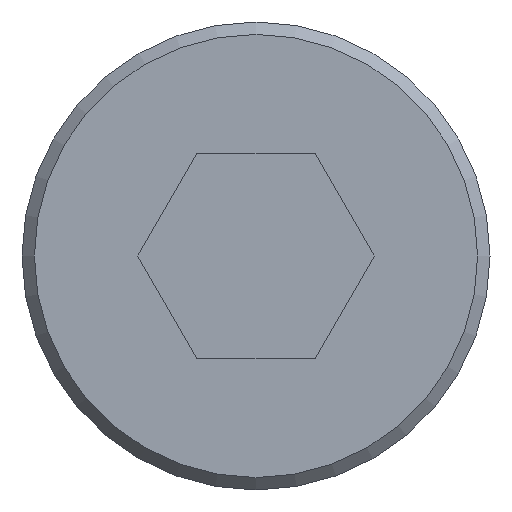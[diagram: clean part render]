
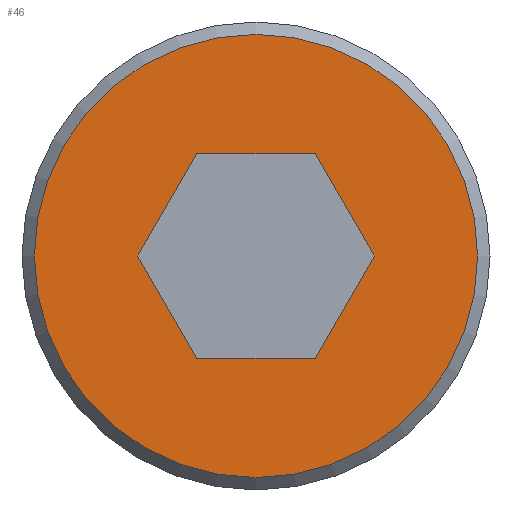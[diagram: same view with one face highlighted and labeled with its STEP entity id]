
A CAD part, left-side view. The second image highlights one B-rep face of the part: STEP entity #46.
In plain terms, the highlighted planar face has unit normal (-1, 0, 0).
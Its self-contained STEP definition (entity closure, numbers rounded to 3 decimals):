
#46 = ADVANCED_FACE( '', ( #95, #96 ), #97, .F. );
#95 = FACE_OUTER_BOUND( '', #142, .T. );
#96 = FACE_BOUND( '', #143, .T. );
#97 = PLANE( '', #144 );
#142 = EDGE_LOOP( '', ( #196 ) );
#143 = EDGE_LOOP( '', ( #197, #198, #199, #200, #201, #202 ) );
#144 = AXIS2_PLACEMENT_3D( '', #203, #204, #205 );
#196 = ORIENTED_EDGE( '', *, *, #260, .F. );
#197 = ORIENTED_EDGE( '', *, *, #270, .T. );
#198 = ORIENTED_EDGE( '', *, *, #271, .T. );
#199 = ORIENTED_EDGE( '', *, *, #264, .T. );
#200 = ORIENTED_EDGE( '', *, *, #272, .T. );
#201 = ORIENTED_EDGE( '', *, *, #273, .T. );
#202 = ORIENTED_EDGE( '', *, *, #274, .T. );
#203 = CARTESIAN_POINT( '', ( 0., 0., 0. ) );
#204 = DIRECTION( '', ( 1., 0., 0. ) );
#205 = DIRECTION( '', ( 0., 0., -1. ) );
#260 = EDGE_CURVE( '', #296, #296, #297, .T. );
#264 = EDGE_CURVE( '', #302, #303, #304, .T. );
#270 = EDGE_CURVE( '', #312, #313, #314, .T. );
#271 = EDGE_CURVE( '', #313, #302, #315, .T. );
#272 = EDGE_CURVE( '', #303, #316, #317, .T. );
#273 = EDGE_CURVE( '', #316, #318, #319, .T. );
#274 = EDGE_CURVE( '', #318, #312, #320, .T. );
#296 = VERTEX_POINT( '', #346 );
#297 = CIRCLE( '', #347, 8.657 );
#302 = VERTEX_POINT( '', #352 );
#303 = VERTEX_POINT( '', #353 );
#304 = LINE( '', #354, #355 );
#312 = VERTEX_POINT( '', #366 );
#313 = VERTEX_POINT( '', #367 );
#314 = LINE( '', #368, #369 );
#315 = LINE( '', #370, #371 );
#316 = VERTEX_POINT( '', #372 );
#317 = LINE( '', #373, #374 );
#318 = VERTEX_POINT( '', #375 );
#319 = LINE( '', #376, #377 );
#320 = LINE( '', #378, #379 );
#346 = CARTESIAN_POINT( '', ( 0., 0., -8.657 ) );
#347 = AXIS2_PLACEMENT_3D( '', #414, #415, #416 );
#352 = CARTESIAN_POINT( '', ( 0., -4.619, 0. ) );
#353 = CARTESIAN_POINT( '', ( 0., -2.309, -4. ) );
#354 = CARTESIAN_POINT( '', ( 0., -4.619, 0. ) );
#355 = VECTOR( '', #420, 1000. );
#366 = CARTESIAN_POINT( '', ( 0., 2.309, 4. ) );
#367 = CARTESIAN_POINT( '', ( 0., -2.309, 4. ) );
#368 = CARTESIAN_POINT( '', ( 0., 2.309, 4. ) );
#369 = VECTOR( '', #424, 1000. );
#370 = CARTESIAN_POINT( '', ( 0., -2.309, 4. ) );
#371 = VECTOR( '', #425, 1000. );
#372 = CARTESIAN_POINT( '', ( 0., 2.309, -4. ) );
#373 = CARTESIAN_POINT( '', ( 0., -2.309, -4. ) );
#374 = VECTOR( '', #426, 1000. );
#375 = CARTESIAN_POINT( '', ( 0., 4.619, 0. ) );
#376 = CARTESIAN_POINT( '', ( 0., 2.309, -4. ) );
#377 = VECTOR( '', #427, 1000. );
#378 = CARTESIAN_POINT( '', ( 0., 4.619, 0. ) );
#379 = VECTOR( '', #428, 1000. );
#414 = CARTESIAN_POINT( '', ( 0., 0., 0. ) );
#415 = DIRECTION( '', ( 1., 0., 0. ) );
#416 = DIRECTION( '', ( 0., 0., -1. ) );
#420 = DIRECTION( '', ( 0., 0.5, -0.866 ) );
#424 = DIRECTION( '', ( 0., -1., 0. ) );
#425 = DIRECTION( '', ( 0., -0.5, -0.866 ) );
#426 = DIRECTION( '', ( 0., 1., 0. ) );
#427 = DIRECTION( '', ( 0., 0.5, 0.866 ) );
#428 = DIRECTION( '', ( 0., -0.5, 0.866 ) );
